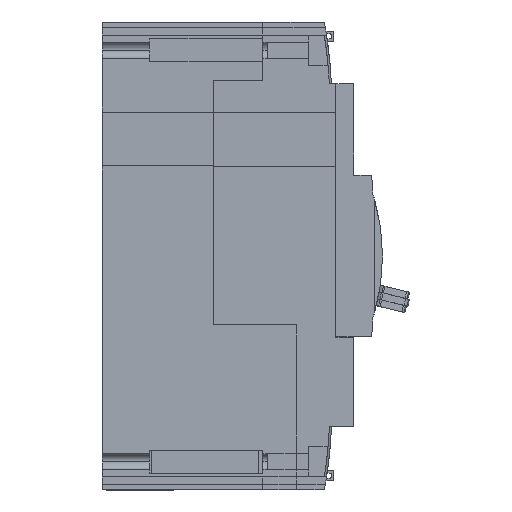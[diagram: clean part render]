
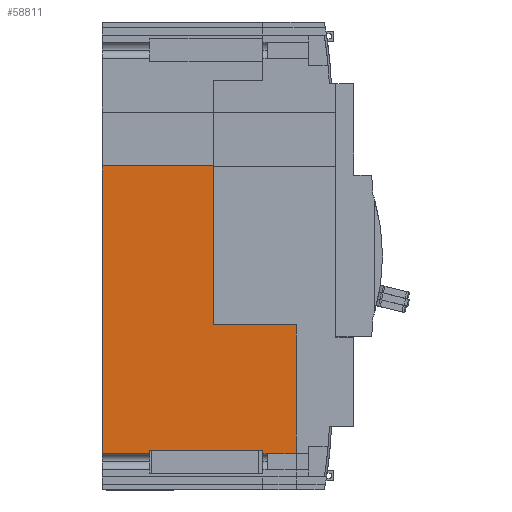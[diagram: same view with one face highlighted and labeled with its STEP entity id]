
A CAD part, left-side view. The second image highlights one B-rep face of the part: STEP entity #58811.
In plain terms, the highlighted planar face has unit normal (-1, 0, 0).
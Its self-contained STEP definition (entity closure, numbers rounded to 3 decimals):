
#25053=VERTEX_POINT('',#73299);
#26651=EDGE_CURVE('',#57801,#71203,#75050,.T.);
#27825=VERTEX_POINT('',#76318);
#29747=VERTEX_POINT('',#78401);
#34531=VERTEX_POINT('',#83586);
#34673=EDGE_CURVE('',#65227,#35341,#83741,.T.);
#35341=VERTEX_POINT('',#84471);
#41821=EDGE_CURVE('',#29747,#67109,#91535,.T.);
#43335=EDGE_CURVE('',#27825,#57801,#93200,.T.);
#43519=EDGE_CURVE('',#46843,#25053,#93405,.T.);
#43719=VERTEX_POINT('',#93628);
#44357=EDGE_CURVE('',#43719,#44799,#94313,.T.);
#44799=VERTEX_POINT('',#94792);
#46843=VERTEX_POINT('',#97018);
#51011=EDGE_CURVE('',#29747,#44799,#101576,.T.);
#51847=VERTEX_POINT('',#102502);
#52413=EDGE_CURVE('',#51847,#65227,#103120,.T.);
#54795=EDGE_CURVE('',#34531,#27825,#105693,.T.);
#56049=VERTEX_POINT('',#107056);
#57801=VERTEX_POINT('',#108964);
#58811=ADVANCED_FACE('',(#110058),#110059,.F.);
#62249=EDGE_CURVE('',#65427,#51847,#113781,.T.);
#62903=EDGE_CURVE('',#35341,#46843,#114489,.T.);
#65227=VERTEX_POINT('',#117017);
#65389=EDGE_CURVE('',#43719,#34531,#117190,.T.);
#65427=VERTEX_POINT('',#117232);
#67109=VERTEX_POINT('',#119068);
#69071=EDGE_CURVE('',#56049,#25053,#121195,.T.);
#71203=VERTEX_POINT('',#123511);
#71885=EDGE_CURVE('',#67109,#65427,#124253,.T.);
#72099=EDGE_CURVE('',#71203,#56049,#124483,.T.);
#73299=CARTESIAN_POINT('',(-63.45,-54.0,-55.));
#75050=LINE('',#128774,#128775);
#76318=CARTESIAN_POINT('',(-63.45,-31.0,-19.0));
#78401=CARTESIAN_POINT('',(-63.45,0.0,-55.071));
#83586=CARTESIAN_POINT('',(-63.45,-31.0,25.0));
#83741=LINE('',#141683,#141684);
#84471=CARTESIAN_POINT('',(-63.45,-46.0,-55.071));
#91535=LINE('',#153191,#153192);
#93200=LINE('',#155707,#155708);
#93405=LINE('',#156012,#156013);
#93628=CARTESIAN_POINT('',(-63.45,-31.0,25.05));
#94313=LINE('',#157340,#157341);
#94792=CARTESIAN_POINT('',(-63.45,0.0,25.05));
#97018=CARTESIAN_POINT('',(-63.45,-46.0,-55.));
#101576=LINE('',#167994,#167995);
#102502=CARTESIAN_POINT('',(-63.45,-44.65,-54.0));
#103120=LINE('',#170182,#170183);
#105693=LINE('',#173881,#173882);
#107056=CARTESIAN_POINT('',(-63.45,-54.0,-47.5));
#108964=CARTESIAN_POINT('',(-63.45,-54.0,-19.0));
#110058=FACE_OUTER_BOUND('',#180446,.T.);
#110059=PLANE('',#180447);
#113781=LINE('',#185942,#185943);
#114489=LINE('',#187009,#187010);
#117017=CARTESIAN_POINT('',(-63.45,-44.65,-55.071));
#117190=LINE('',#191003,#191004);
#117232=CARTESIAN_POINT('',(-63.45,-13.2,-54.0));
#119068=CARTESIAN_POINT('',(-63.45,-13.2,-55.071));
#121195=LINE('',#197042,#197043);
#123511=CARTESIAN_POINT('',(-63.45,-54.0,-22.6));
#124253=LINE('',#201430,#201431);
#124483=LINE('',#201781,#201782);
#128774=CARTESIAN_POINT('',(-63.45,-54.0,-65.0));
#128775=VECTOR('',#205001,1.0);
#141683=CARTESIAN_POINT('',(-63.45,-45.325,-55.071));
#141684=VECTOR('',#213784,1.0);
#153191=CARTESIAN_POINT('',(-63.45,-6.6,-55.071));
#153192=VECTOR('',#222116,1.0);
#155707=CARTESIAN_POINT('',(-63.45,-54.0,-19.0));
#155708=VECTOR('',#224222,1.0);
#156012=CARTESIAN_POINT('',(-63.45,-34.704,-55.));
#156013=VECTOR('',#224452,1.0);
#157340=CARTESIAN_POINT('',(-63.45,-27.204,25.05));
#157341=VECTOR('',#225462,1.0);
#167994=CARTESIAN_POINT('',(-63.45,0.0,65.0));
#167995=VECTOR('',#233508,1.0);
#170182=CARTESIAN_POINT('',(-63.45,-44.65,-29.11));
#170183=VECTOR('',#235294,1.0);
#173881=CARTESIAN_POINT('',(-63.45,-31.0,-19.0));
#173882=VECTOR('',#237717,1.0);
#180446=EDGE_LOOP('',(#242224,#242225,#242226,#242227,#242228,#242229,#242230,#242231,#242232,#242233,#242234,#242235,#242236,#242237,#242238));
#180447=AXIS2_PLACEMENT_3D('',#242239,#242240,#242241);
#185942=CARTESIAN_POINT('',(-63.45,-18.304,-54.0));
#185943=VECTOR('',#246222,1.0);
#187009=CARTESIAN_POINT('',(-63.45,-46.0,-29.11));
#187010=VECTOR('',#247027,1.0);
#191003=CARTESIAN_POINT('',(-63.45,-31.0,-19.0));
#191004=VECTOR('',#249881,1.0);
#197042=CARTESIAN_POINT('',(-63.45,-54.0,-65.0));
#197043=VECTOR('',#254193,1.0);
#201430=CARTESIAN_POINT('',(-63.45,-13.2,-29.11));
#201431=VECTOR('',#257418,1.0);
#201781=CARTESIAN_POINT('',(-63.45,-54.0,-65.0));
#201782=VECTOR('',#257611,1.0);
#205001=DIRECTION('',(-0.0,-0.0,-1.0));
#213784=DIRECTION('',(0.0,-1.0,0.0));
#222116=DIRECTION('',(0.0,-1.0,0.0));
#224222=DIRECTION('',(-0.0,-1.0,-0.0));
#224452=DIRECTION('',(0.0,-1.0,0.0));
#225462=DIRECTION('',(0.0,1.0,0.0));
#233508=DIRECTION('',(0.0,0.0,1.0));
#235294=DIRECTION('',(0.0,0.0,-1.0));
#237717=DIRECTION('',(-0.0,-0.0,-1.0));
#242224=ORIENTED_EDGE('',*,*,#44357,.T.);
#242225=ORIENTED_EDGE('',*,*,#51011,.F.);
#242226=ORIENTED_EDGE('',*,*,#41821,.T.);
#242227=ORIENTED_EDGE('',*,*,#71885,.T.);
#242228=ORIENTED_EDGE('',*,*,#62249,.T.);
#242229=ORIENTED_EDGE('',*,*,#52413,.T.);
#242230=ORIENTED_EDGE('',*,*,#34673,.T.);
#242231=ORIENTED_EDGE('',*,*,#62903,.T.);
#242232=ORIENTED_EDGE('',*,*,#43519,.T.);
#242233=ORIENTED_EDGE('',*,*,#69071,.F.);
#242234=ORIENTED_EDGE('',*,*,#72099,.F.);
#242235=ORIENTED_EDGE('',*,*,#26651,.F.);
#242236=ORIENTED_EDGE('',*,*,#43335,.F.);
#242237=ORIENTED_EDGE('',*,*,#54795,.F.);
#242238=ORIENTED_EDGE('',*,*,#65389,.F.);
#242239=CARTESIAN_POINT('',(-63.45,-23.409,-0.969));
#242240=DIRECTION('',(1.0,0.0,0.0));
#242241=DIRECTION('',(0.0,1.0,0.0));
#246222=DIRECTION('',(0.0,-1.0,0.0));
#247027=DIRECTION('',(-0.0,0.0,1.0));
#249881=DIRECTION('',(-0.0,-0.0,-1.0));
#254193=DIRECTION('',(-0.0,-0.0,-1.0));
#257418=DIRECTION('',(-0.0,0.0,1.0));
#257611=DIRECTION('',(-0.0,-0.0,-1.0));
